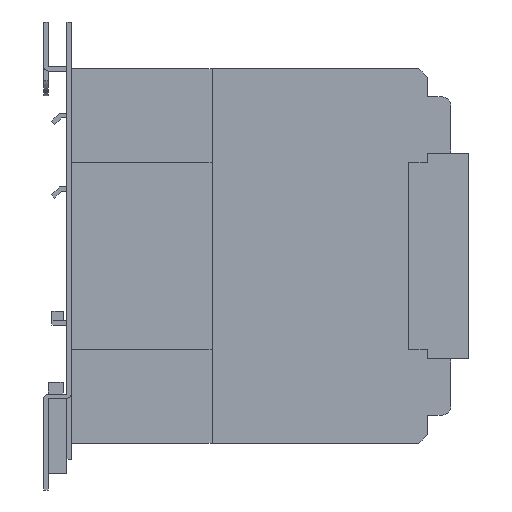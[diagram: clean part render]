
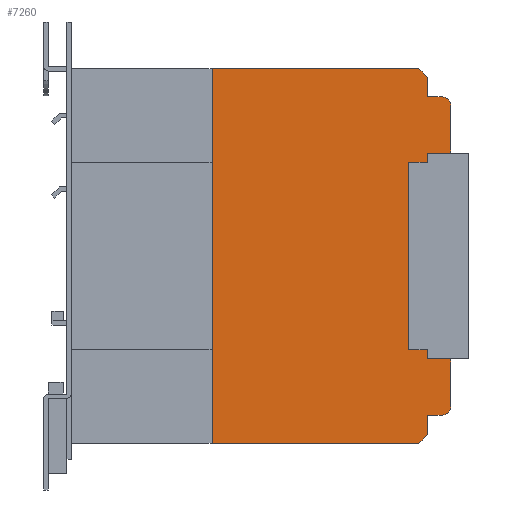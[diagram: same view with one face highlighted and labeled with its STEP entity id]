
A CAD part, left-side view. The second image highlights one B-rep face of the part: STEP entity #7260.
In plain terms, the highlighted planar face has unit normal (-1, 0, 0).
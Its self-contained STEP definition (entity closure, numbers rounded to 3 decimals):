
#6610=CARTESIAN_POINT('POINT50032',(-37.465,-99.06,25.4))
   ;
#6611=VERTEX_POINT('VERTEX50032',#6610);
#6618=CARTESIAN_POINT('POINT50033',(-37.465,-99.06,-25.4)
   );
#6619=VERTEX_POINT('VERTEX50033',#6618);
#6620=CARTESIAN_POINT('POS90789',(-37.465,-99.06,
   0.));
#6621=DIRECTION('DIR126314',(0.,0.,1.));
#6622=VECTOR('VEC55264',#6621,25.4);
#6623=LINE('STRAIGHT55264',#6620,#6622);
#6624=EDGE_CURVE('EDGE74841',#6619,#6611,#6623,.T.);
#6641=CARTESIAN_POINT('POINT50034',(-37.465,-104.14,-25.4
   ));
#6642=VERTEX_POINT('VERTEX50034',#6641);
#6651=CARTESIAN_POINT('POS90793',(-37.465,-91.059,-25.4))
   ;
#6652=DIRECTION('DIR126319',(0.,1.,0.));
#6653=VECTOR('VEC55267',#6652,25.4);
#6654=LINE('STRAIGHT55267',#6651,#6653);
#6655=EDGE_CURVE('EDGE74844',#6642,#6619,#6654,.T.);
#6666=CARTESIAN_POINT('POINT50035',(-37.465,-104.14,
   -27.94));
#6667=VERTEX_POINT('VERTEX50035',#6666);
#6668=CARTESIAN_POINT('POS90795',(-37.465,-104.14,
   0.));
#6669=DIRECTION('DIR126322',(0.,0.,1.));
#6670=VECTOR('VEC55268',#6669,25.4);
#6671=LINE('STRAIGHT55268',#6668,#6670);
#6672=EDGE_CURVE('EDGE74845',#6667,#6642,#6671,.T.);
#6689=CARTESIAN_POINT('POINT50036',(-37.465,-110.49,
   -27.94));
#6690=VERTEX_POINT('VERTEX50036',#6689);
#6699=CARTESIAN_POINT('POS90799',(-37.465,-92.329,-27.94)
   );
#6700=DIRECTION('DIR126327',(0.,1.,0.));
#6701=VECTOR('VEC55271',#6700,25.4);
#6702=LINE('STRAIGHT55271',#6699,#6701);
#6703=EDGE_CURVE('EDGE74848',#6690,#6667,#6702,.T.);
#6726=CARTESIAN_POINT('POINT50037',(-37.465,-110.49,
   -40.894));
#6727=VERTEX_POINT('VERTEX50037',#6726);
#6728=CARTESIAN_POINT('POS90801',(-37.465,-110.49,40.894)
   );
#6729=DIRECTION('DIR126330',(0.,0.,-1.))
   ;
#6730=VECTOR('VEC55272',#6729,25.4);
#6731=LINE('STRAIGHT55272',#6728,#6730);
#6732=EDGE_CURVE('EDGE74849',#6690,#6727,#6731,.T.);
#6751=CARTESIAN_POINT('POINT50038',(-37.465,-108.204,
   -43.18));
#6752=VERTEX_POINT('VERTEX50038',#6751);
#6753=CARTESIAN_POINT('POS90804',(-37.465,-108.204,
   -40.894));
#6754=DIRECTION('DIR126334',(1.,0.,0.));
#6755=DIRECTION('DIR126335',(0.,-1.,0.))
   ;
#6756=AXIS2_PLACEMENT_3D('AXIS35531',#6753,#6754,#6755);
#6757=CIRCLE('ELLIPSE9947',#6756,2.286);
#6758=EDGE_CURVE('EDGE74851',#6727,#6752,#6757,.T.);
#6779=CARTESIAN_POINT('POINT50039',(-37.465,-104.14,
   -43.18));
#6780=VERTEX_POINT('VERTEX50039',#6779);
#6781=CARTESIAN_POINT('POS90807',(-37.465,-108.204,-43.18
   ));
#6782=DIRECTION('DIR126339',(0.,1.,0.));
#6783=VECTOR('VEC55275',#6782,25.4);
#6784=LINE('STRAIGHT55275',#6781,#6783);
#6785=EDGE_CURVE('EDGE74853',#6752,#6780,#6784,.T.);
#6803=CARTESIAN_POINT('POINT50040',(-37.465,-104.14,
   -48.514));
#6804=VERTEX_POINT('VERTEX50040',#6803);
#6805=CARTESIAN_POINT('POS90808',(-37.465,-104.14,48.514)
   );
#6806=DIRECTION('DIR126340',(0.,0.,-1.))
   ;
#6807=VECTOR('VEC55276',#6806,25.4);
#6808=LINE('STRAIGHT55276',#6805,#6807);
#6809=EDGE_CURVE('EDGE74855',#6780,#6804,#6808,.T.);
#6818=CARTESIAN_POINT('POINT50041',(-37.465,-101.854,
   -50.8));
#6819=VERTEX_POINT('VERTEX50041',#6818);
#6820=CARTESIAN_POINT('POS90809',(-37.465,-104.14,-48.514
   ));
#6821=DIRECTION('DIR126341',(0.,0.707,
   -0.707));
#6822=VECTOR('VEC55277',#6821,25.4);
#6823=LINE('STRAIGHT55277',#6820,#6822);
#6824=EDGE_CURVE('EDGE74857',#6804,#6819,#6823,.T.);
#6833=CARTESIAN_POINT('POINT50042',(-37.465,-45.72,-50.8)
   );
#6834=VERTEX_POINT('VERTEX50042',#6833);
#6835=CARTESIAN_POINT('POS90810',(-37.465,-101.854,-50.8)
   );
#6836=DIRECTION('DIR126342',(0.,1.,0.));
#6837=VECTOR('VEC55278',#6836,25.4);
#6838=LINE('STRAIGHT55278',#6835,#6837);
#6839=EDGE_CURVE('EDGE74859',#6819,#6834,#6838,.T.);
#6858=CARTESIAN_POINT('POINT50043',(-37.465,-45.72,50.8))
   ;
#6859=VERTEX_POINT('VERTEX50043',#6858);
#6860=CARTESIAN_POINT('POS90811',(-37.465,-45.72,0.));
#6861=DIRECTION('DIR126343',(0.,0.,-1.));
#6862=VECTOR('VEC55279',#6861,25.4);
#6863=LINE('STRAIGHT55279',#6860,#6862);
#6864=EDGE_CURVE('EDGE74861',#6859,#6834,#6863,.T.);
#6893=CARTESIAN_POINT('POINT50044',(-37.465,-101.854,50.8
   ));
#6894=VERTEX_POINT('VERTEX50044',#6893);
#6895=CARTESIAN_POINT('POS90813',(-37.465,-52.07,50.8));
#6896=DIRECTION('DIR126346',(0.,-1.,0.));
#6897=VECTOR('VEC55280',#6896,25.4);
#6898=LINE('STRAIGHT55280',#6895,#6897);
#6899=EDGE_CURVE('EDGE74864',#6859,#6894,#6898,.T.);
#6908=CARTESIAN_POINT('POINT50045',(-37.465,-104.14,
   48.514));
#6909=VERTEX_POINT('VERTEX50045',#6908);
#6910=CARTESIAN_POINT('POS90814',(-37.465,-101.854,50.8))
   ;
#6911=DIRECTION('DIR126347',(0.,-0.707,
   -0.707));
#6912=VECTOR('VEC55281',#6911,25.4);
#6913=LINE('STRAIGHT55281',#6910,#6912);
#6914=EDGE_CURVE('EDGE74866',#6894,#6909,#6913,.T.);
#6923=CARTESIAN_POINT('POINT50046',(-37.465,-104.14,43.18
   ));
#6924=VERTEX_POINT('VERTEX50046',#6923);
#6925=EDGE_CURVE('EDGE74868',#6909,#6924,#6808,.T.);
#6943=CARTESIAN_POINT('POINT50047',(-37.465,-108.204,
   43.18));
#6944=VERTEX_POINT('VERTEX50047',#6943);
#6945=CARTESIAN_POINT('POS90815',(-37.465,-48.006,43.18))
   ;
#6946=DIRECTION('DIR126348',(0.,-1.,0.));
#6947=VECTOR('VEC55282',#6946,25.4);
#6948=LINE('STRAIGHT55282',#6945,#6947);
#6949=EDGE_CURVE('EDGE74870',#6924,#6944,#6948,.T.);
#7134=CARTESIAN_POINT('POINT50059',(-37.465,-104.14,25.4)
   );
#7135=VERTEX_POINT('VERTEX50059',#7134);
#7142=CARTESIAN_POINT('POS90833',(-37.465,-91.059,25.4));
#7143=DIRECTION('DIR126369',(0.,-1.,0.));
#7144=VECTOR('VEC55297',#7143,25.4);
#7145=LINE('STRAIGHT55297',#7142,#7144);
#7146=EDGE_CURVE('EDGE74893',#6611,#7135,#7145,.T.);
#7162=CARTESIAN_POINT('POINT50061',(-37.465,-104.14,27.94
   ));
#7163=VERTEX_POINT('VERTEX50061',#7162);
#7170=EDGE_CURVE('EDGE74896',#7135,#7163,#6671,.T.);
#7217=ORIENTED_EDGE('COEDGE149766',*,*,#7146,.T.);
#7218=ORIENTED_EDGE('COEDGE149767',*,*,#7170,.T.);
#7219=CARTESIAN_POINT('POINT50066',(-37.465,-110.49,27.94
   ));
#7220=VERTEX_POINT('VERTEX50066',#7219);
#7221=CARTESIAN_POINT('POS90840',(-37.465,-92.329,27.94))
   ;
#7222=DIRECTION('DIR126381',(0.,-1.,0.));
#7223=VECTOR('VEC55299',#7222,25.4);
#7224=LINE('STRAIGHT55299',#7221,#7223);
#7225=EDGE_CURVE('EDGE74901',#7163,#7220,#7224,.T.);
#7226=ORIENTED_EDGE('COEDGE149768',*,*,#7225,.T.);
#7227=CARTESIAN_POINT('POINT50067',(-37.465,-110.49,
   40.894));
#7228=VERTEX_POINT('VERTEX50067',#7227);
#7229=EDGE_CURVE('EDGE74902',#7228,#7220,#6731,.T.);
#7230=ORIENTED_EDGE('COEDGE149769',*,*,#7229,.F.);
#7231=CARTESIAN_POINT('POS90841',(-37.465,-108.204,
   40.894));
#7232=DIRECTION('DIR126382',(1.,0.,0.));
#7233=DIRECTION('DIR126383',(0.,0.,1.));
#7234=AXIS2_PLACEMENT_3D('AXIS35542',#7231,#7232,#7233);
#7235=CIRCLE('ELLIPSE9950',#7234,2.286);
#7236=EDGE_CURVE('EDGE74903',#6944,#7228,#7235,.T.);
#7237=ORIENTED_EDGE('COEDGE149770',*,*,#7236,.F.);
#7238=ORIENTED_EDGE('COEDGE149771',*,*,#6949,.F.);
#7239=ORIENTED_EDGE('COEDGE149772',*,*,#6925,.F.);
#7240=ORIENTED_EDGE('COEDGE149773',*,*,#6914,.F.);
#7241=ORIENTED_EDGE('COEDGE149774',*,*,#6899,.F.);
#7242=ORIENTED_EDGE('COEDGE149775',*,*,#6864,.T.);
#7243=ORIENTED_EDGE('COEDGE149776',*,*,#6839,.F.);
#7244=ORIENTED_EDGE('COEDGE149777',*,*,#6824,.F.);
#7245=ORIENTED_EDGE('COEDGE149778',*,*,#6809,.F.);
#7246=ORIENTED_EDGE('COEDGE149779',*,*,#6785,.F.);
#7247=ORIENTED_EDGE('COEDGE149780',*,*,#6758,.F.);
#7248=ORIENTED_EDGE('COEDGE149781',*,*,#6732,.F.);
#7249=ORIENTED_EDGE('COEDGE149782',*,*,#6703,.T.);
#7250=ORIENTED_EDGE('COEDGE149783',*,*,#6672,.T.);
#7251=ORIENTED_EDGE('COEDGE149784',*,*,#6655,.T.);
#7252=ORIENTED_EDGE('COEDGE149785',*,*,#6624,.T.);
#7253=EDGE_LOOP('NONE',(#7217,#7218,#7226,#7230,#7237,#7238,#7239,#7240,
   #7241,#7242,#7243,#7244,#7245,#7246,#7247,#7248,#7249,#7250,#7251,
   #7252));
#7254=FACE_BOUND('LOOP1',#7253,.T.);
#7255=CARTESIAN_POINT('POS90842',(-37.465,-74.93,
   0.));
#7256=DIRECTION('DIR126384',(1.,0.,0.));
#7257=DIRECTION('DIR126385',(0.,1.,0.));
#7258=AXIS2_PLACEMENT_3D('AXIS35543',#7255,#7256,#7257);
#7259=PLANE('PLANE20287',#7258);
#7260=ADVANCED_FACE('FACE29299',(#7254),#7259,.F.);
